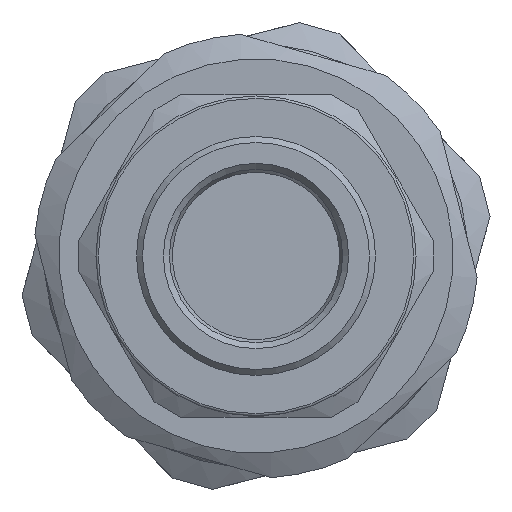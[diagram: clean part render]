
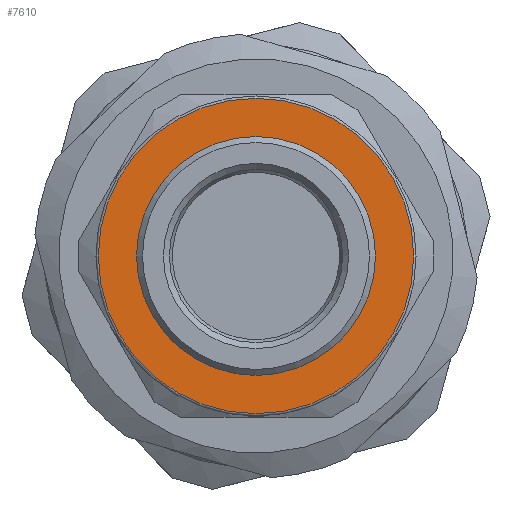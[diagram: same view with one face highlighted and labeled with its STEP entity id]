
A CAD part, front view. The second image highlights one B-rep face of the part: STEP entity #7610.
In plain terms, the highlighted planar face has unit normal (0, -1, 0).
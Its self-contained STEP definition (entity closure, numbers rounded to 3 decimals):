
#1537=FACE_BOUND('',#2069,.T.);
#1640=FACE_OUTER_BOUND('',#2068,.T.);
#2068=EDGE_LOOP('',(#4873));
#2069=EDGE_LOOP('',(#4874));
#2484=CIRCLE('',#8139,9.);
#2485=CIRCLE('',#8141,13.2);
#2670=VERTEX_POINT('',#10599);
#2671=VERTEX_POINT('',#10603);
#3514=EDGE_CURVE('',#2670,#2670,#2484,.T.);
#3516=EDGE_CURVE('',#2671,#2671,#2485,.T.);
#4873=ORIENTED_EDGE('',*,*,#3516,.F.);
#4874=ORIENTED_EDGE('',*,*,#3514,.T.);
#6800=PLANE('',#8140);
#7610=ADVANCED_FACE('',(#1640,#1537),#6800,.T.);
#8139=AXIS2_PLACEMENT_3D('',#10600,#8957,#8958);
#8140=AXIS2_PLACEMENT_3D('',#10602,#8960,#8961);
#8141=AXIS2_PLACEMENT_3D('',#10604,#8962,#8963);
#8957=DIRECTION('center_axis',(0.,1.,0.));
#8958=DIRECTION('ref_axis',(1.,0.,0.));
#8960=DIRECTION('center_axis',(0.,-1.,0.));
#8961=DIRECTION('ref_axis',(0.,0.,-1.));
#8962=DIRECTION('center_axis',(0.,1.,0.));
#8963=DIRECTION('ref_axis',(1.,0.,0.));
#10599=CARTESIAN_POINT('',(18.486,16.675,0.));
#10600=CARTESIAN_POINT('Origin',(9.486,16.675,0.));
#10602=CARTESIAN_POINT('Origin',(-3.714,16.675,0.));
#10603=CARTESIAN_POINT('',(9.486,16.675,-13.2));
#10604=CARTESIAN_POINT('Origin',(9.486,16.675,0.));
